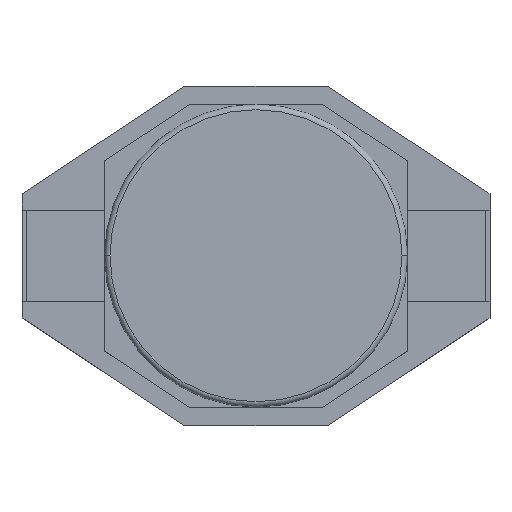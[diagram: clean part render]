
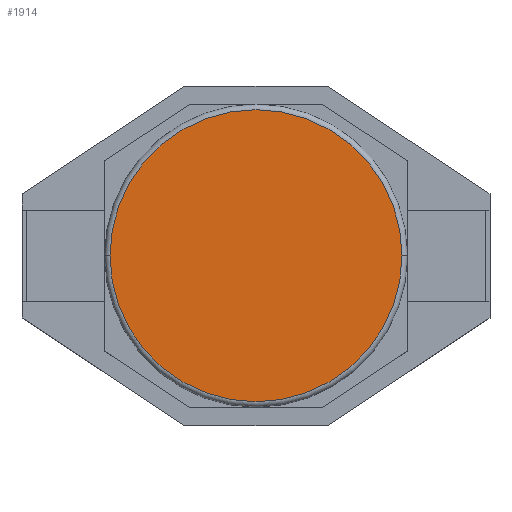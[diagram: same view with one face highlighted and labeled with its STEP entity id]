
A CAD part, top view. The second image highlights one B-rep face of the part: STEP entity #1914.
In plain terms, the highlighted planar face has unit normal (0, 0, 1).
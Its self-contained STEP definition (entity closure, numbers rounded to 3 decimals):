
#1834=CARTESIAN_POINT('',(-4.04,0.,5.2));
#1835=VERTEX_POINT('',#1834);
#1843=CARTESIAN_POINT('',(4.04,0.,5.2));
#1844=VERTEX_POINT('',#1843);
#1845=CARTESIAN_POINT('',(0.,0.,5.2));
#1846=DIRECTION('',(0.0,0.0,-1.0));
#1847=DIRECTION('',(-1.0,0.0,0.0));
#1848=AXIS2_PLACEMENT_3D('',#1845,#1846,#1847);
#1849=CIRCLE('',#1848,4.04);
#1850=EDGE_CURVE('',#1835,#1844,#1849,.T.);
#1877=CARTESIAN_POINT('',(0.,0.,5.2));
#1878=DIRECTION('',(0.0,0.0,-1.0));
#1879=DIRECTION('',(-1.0,0.0,0.0));
#1880=AXIS2_PLACEMENT_3D('',#1877,#1878,#1879);
#1881=CIRCLE('',#1880,4.04);
#1882=EDGE_CURVE('',#1844,#1835,#1881,.T.);
#1905=CARTESIAN_POINT('',(0.,0.,5.2));
#1906=DIRECTION('',(0.0,0.0,1.0));
#1907=DIRECTION('',(1.0,0.0,0.0));
#1908=AXIS2_PLACEMENT_3D('',#1905,#1906,#1907);
#1909=PLANE('',#1908);
#1910=ORIENTED_EDGE('',*,*,#1882,.F.);
#1911=ORIENTED_EDGE('',*,*,#1850,.F.);
#1912=EDGE_LOOP('',(#1910,#1911));
#1913=FACE_OUTER_BOUND('',#1912,.T.);
#1914=ADVANCED_FACE('',(#1913),#1909,.T.);
